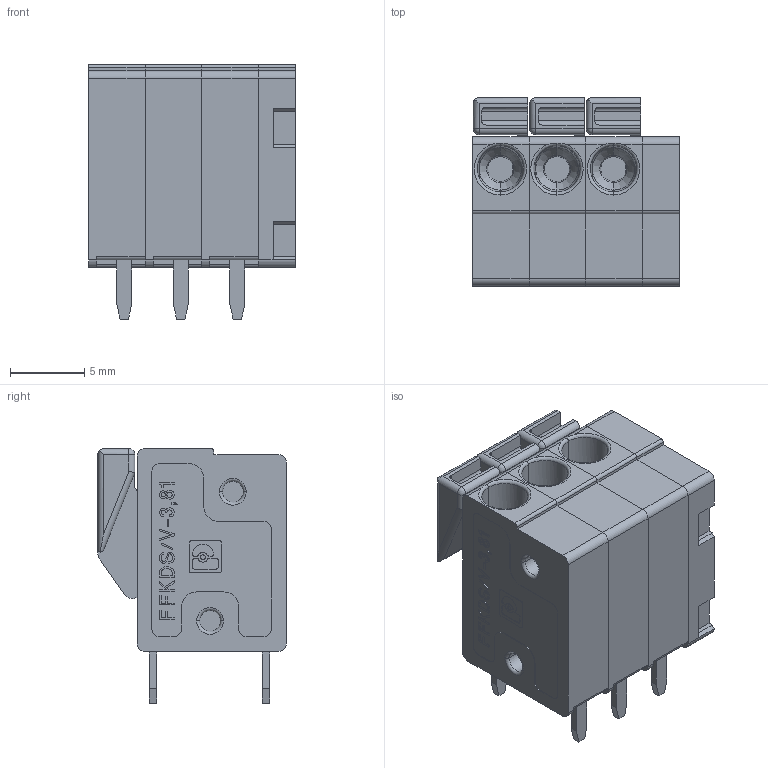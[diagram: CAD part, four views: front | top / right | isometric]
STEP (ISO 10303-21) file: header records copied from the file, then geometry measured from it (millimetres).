
FILE_DESCRIPTION(('Creo Elements/Direct Modeling STEP Export'),'2;1');
FILE_NAME('model.stp','2022-10-24T12:28:10',(''),(''),'Creo Elements/Direct Modeling STEP processor for AP214 (Solid Model)','Creo Elements/Direct Modeling 20.1D 10-Oct-2020 (C) Parametric Technology GmbH','');
FILE_SCHEMA(('AUTOMOTIVE_DESIGN { 1 0 10303 214 1 1 1 1 }'));
Length unit declared in the file: millimetre
Products named in the file (4): AC_FFKDS_3_81_Wippe.1; PK_FFKDS_V_3_81_ZZ_GEH.2; DK_D_FFKDS_ZZ_O_Z; FFKDSA1-V-3.81_3
Assembly tree (7 placements, depth 2):
  FFKDSA1-V-3.81_3
    AC_FFKDS_3_81_Wippe.1  x3
    PK_FFKDS_V_3_81_ZZ_GEH.2  x3
    DK_D_FFKDS_ZZ_O_Z
Bounding box: 13.93 x 12.7 x 17.15 mm (x, y, z)
Volume: 1611.4 mm3; surface area: 2964.4 mm2
Topology: 7 solids, 7 shells, 1932 faces, 5370 edges, 3548 vertices
Faces by surface type: plane 1594, cylinder 207, extrusion 57, torus 50, bspline 15, cone 6, sphere 3
Entity records: 33744 total; most frequent: CARTESIAN_POINT 5788, ORIENTED_EDGE 4626, DIRECTION 4001, EDGE_CURVE 2313, VECTOR 2047, LINE 2028, VERTEX_POINT 1530, AXIS2_PLACEMENT_3D 977
